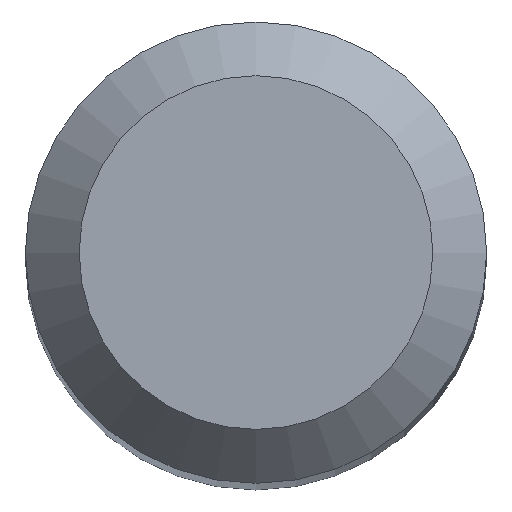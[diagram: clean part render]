
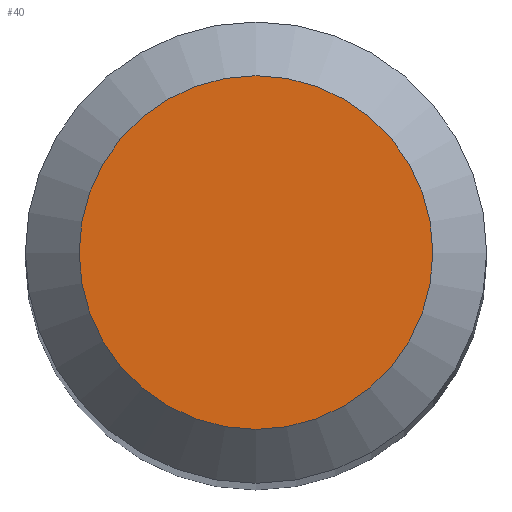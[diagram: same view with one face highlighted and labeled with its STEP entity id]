
A CAD part, top view. The second image highlights one B-rep face of the part: STEP entity #40.
In plain terms, the highlighted planar face has unit normal (0, 0, 1).
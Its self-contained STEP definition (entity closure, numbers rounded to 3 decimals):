
#2 = EDGE_CURVE ( 'NONE', #22, #22, #192, .T. ) ;
#14 = CARTESIAN_POINT ( 'NONE',  ( 0., 0., 89. ) ) ;
#18 = FACE_OUTER_BOUND ( 'NONE', #190, .T. ) ;
#22 = VERTEX_POINT ( 'NONE', #178 ) ;
#28 = AXIS2_PLACEMENT_3D ( 'NONE', #14, #96, #241 ) ;
#40 = ADVANCED_FACE ( 'NONE', ( #18 ), #137, .F. ) ;
#75 = DIRECTION ( 'NONE',  ( 0., 1., 0. ) ) ;
#96 = DIRECTION ( 'NONE',  ( 0., 0., -1. ) ) ;
#137 = PLANE ( 'NONE',  #198 ) ;
#139 = CARTESIAN_POINT ( 'NONE',  ( 0., 0., 89. ) ) ;
#153 = ORIENTED_EDGE ( 'NONE', *, *, #2, .F. ) ;
#178 = CARTESIAN_POINT ( 'NONE',  ( 0., 2.3, 89. ) ) ;
#190 = EDGE_LOOP ( 'NONE', ( #153 ) ) ;
#192 = CIRCLE ( 'NONE', #28, 2.3 ) ;
#198 = AXIS2_PLACEMENT_3D ( 'NONE', #139, #222, #75 ) ;
#222 = DIRECTION ( 'NONE',  ( 0., 0., -1. ) ) ;
#241 = DIRECTION ( 'NONE',  ( 0., 1., 0. ) ) ;
